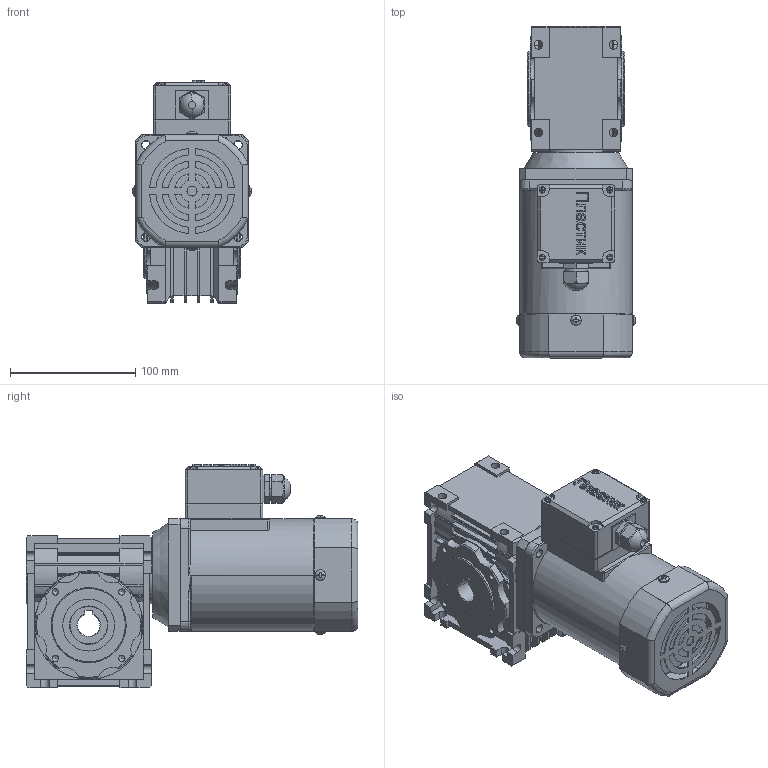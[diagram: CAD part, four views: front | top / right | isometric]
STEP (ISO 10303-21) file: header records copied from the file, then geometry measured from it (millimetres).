
FILE_DESCRIPTION(/* description */ (''),/* implementation_level */ '2;1');
FILE_NAME(/* name */ '90W_IRW040-90x90.step',/* time_stamp */ '2020-01-13T22:07:41+03:00',/* author */ (''),/* organization */ (''),/* preprocessor_version */ 'ST-DEVELOPER v16',/* originating_system */ 'SIEMENS PLM Software NX 10.0',/* authorisation */ '');
FILE_SCHEMA (('AUTOMOTIVE_DESIGN { 1 0 10303 214 3 1 1 1 }'));
Length unit declared in the file: millimetre
Products named in the file (7): IRW40-90x90_id21_x_t; IRW40-90x90_id16_x_t; IRW40-90x90_id11_x_t; IRW40-90x90_id6_x_t; 5IK40A-S3T_11__stp; IRW40-90x90_x_t; 90W_IRW040-90x90_step
Assembly tree (6 placements, depth 3):
  90W_IRW040-90x90_step
    IRW40-90x90_x_t
      IRW40-90x90_id6_x_t
      IRW40-90x90_id11_x_t
      IRW40-90x90_id16_x_t
      IRW40-90x90_id21_x_t
    5IK40A-S3T_11__stp
Bounding box: 95.23 x 265 x 178.5 mm (x, y, z)
Volume: 1734971 mm3; surface area: 253474.7 mm2
Topology: 13 solids, 13 shells, 958 faces, 2590 edges, 1684 vertices
Faces by surface type: plane 564, cylinder 291, cone 39, torus 23, sphere 20, extrusion 17, bspline 4
Full cylindrical faces by diameter (mm): 5 x8, 6.5 x4, 7 x4, 25 x3, 30.6 x2, 38.1 x2, 41.4 x2, 46.138 x1, 60 x2, 83 x1
Entity records: 31834 total; most frequent: CARTESIAN_POINT 7499, ORIENTED_EDGE 5060, DIRECTION 4936, EDGE_CURVE 2530, AXIS2_PLACEMENT_3D 1715, VERTEX_POINT 1676, VECTOR 1506, LINE 1489
